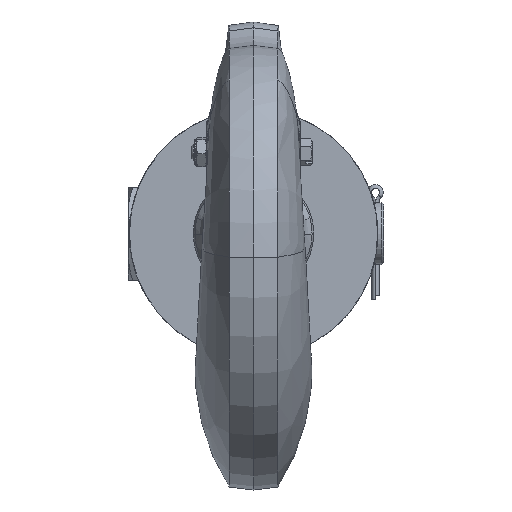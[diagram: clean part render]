
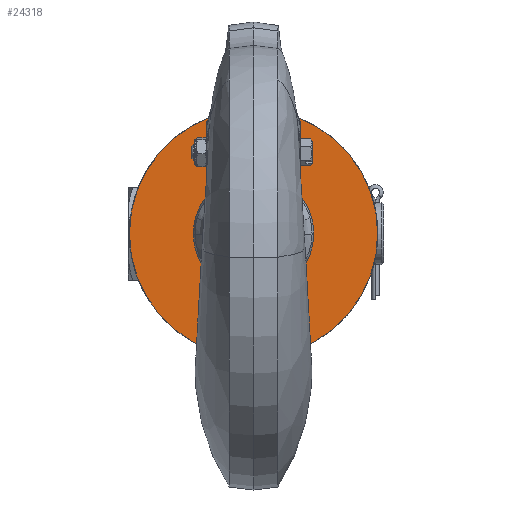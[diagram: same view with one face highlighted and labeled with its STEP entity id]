
A CAD part, front view. The second image highlights one B-rep face of the part: STEP entity #24318.
In plain terms, the highlighted planar face has unit normal (0, -1, 0).
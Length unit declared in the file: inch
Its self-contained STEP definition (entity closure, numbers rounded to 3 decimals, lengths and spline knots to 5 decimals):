
#5425=CARTESIAN_POINT('',(0.,0.,0.));
#5426=DIRECTION('',(0.,-1.,0.));
#5427=DIRECTION('',(1.,0.,0.));
#5428=AXIS2_PLACEMENT_3D('',#5425,#5426,#5427);
#5430=CARTESIAN_POINT('',(0.,0.,0.));
#5431=DIRECTION('',(0.,-1.,0.));
#5432=DIRECTION('',(-1.,0.,0.));
#5433=AXIS2_PLACEMENT_3D('',#5430,#5431,#5432);
#5435=CARTESIAN_POINT('',(0.,0.,0.));
#5436=DIRECTION('',(0.,1.,0.));
#5437=DIRECTION('',(-1.,0.,0.));
#5438=AXIS2_PLACEMENT_3D('',#5435,#5436,#5437);
#5440=CARTESIAN_POINT('',(0.,0.,0.));
#5441=DIRECTION('',(0.,1.,0.));
#5442=DIRECTION('',(1.,0.,0.));
#5443=AXIS2_PLACEMENT_3D('',#5440,#5441,#5442);
#18399=CARTESIAN_POINT('',(2.,0.,0.));
#18400=VERTEX_POINT('',#18399);
#18433=CARTESIAN_POINT('',(-2.,0.,0.));
#18434=VERTEX_POINT('',#18433);
#18489=CARTESIAN_POINT('',(0.87625,0.,0.));
#18490=VERTEX_POINT('',#18489);
#18491=CARTESIAN_POINT('',(-0.87625,0.,0.));
#18492=VERTEX_POINT('',#18491);
#24303=CARTESIAN_POINT('',(0.,0.,0.));
#24304=DIRECTION('',(0.,1.,0.));
#24305=DIRECTION('',(1.,0.,0.));
#24306=AXIS2_PLACEMENT_3D('',#24303,#24304,#24305);
#24307=PLANE('',#24306);
#24308=ORIENTED_EDGE('',*,*,#24279,.F.);
#24309=ORIENTED_EDGE('',*,*,#24298,.F.);
#24310=EDGE_LOOP('',(#24308,#24309));
#24311=FACE_OUTER_BOUND('',#24310,.F.);
#24313=ORIENTED_EDGE('',*,*,#24312,.F.);
#24315=ORIENTED_EDGE('',*,*,#24314,.F.);
#24316=EDGE_LOOP('',(#24313,#24315));
#24317=FACE_BOUND('',#24316,.F.);
#24318=ADVANCED_FACE('',(#24311,#24317),#24307,.F.);
#5429=CIRCLE('',#5428,2.);
#5434=CIRCLE('',#5433,2.);
#5439=CIRCLE('',#5438,0.87625);
#5444=CIRCLE('',#5443,0.87625);
#24279=EDGE_CURVE('',#18400,#18434,#5429,.T.);
#24298=EDGE_CURVE('',#18434,#18400,#5434,.T.);
#24312=EDGE_CURVE('',#18492,#18490,#5439,.T.);
#24314=EDGE_CURVE('',#18490,#18492,#5444,.T.);
